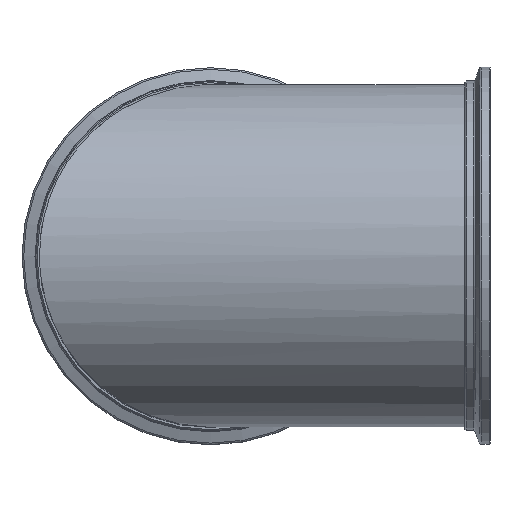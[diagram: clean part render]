
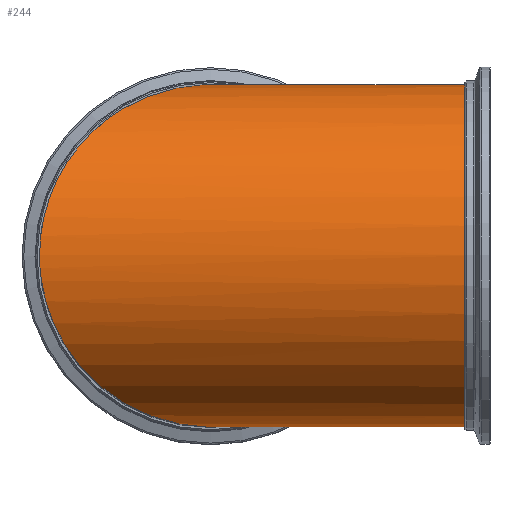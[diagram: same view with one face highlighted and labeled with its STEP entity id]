
A CAD part, top view. The second image highlights one B-rep face of the part: STEP entity #244.
In plain terms, the highlighted cylindrical face has radius 136.5 mm (diameter 273 mm), a full revolution.
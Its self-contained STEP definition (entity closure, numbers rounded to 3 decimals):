
#47=ELLIPSE('',#294,193.04,136.5);
#49=ORIENTED_EDGE('',*,*,#91,.T.);
#50=ORIENTED_EDGE('',*,*,#92,.F.);
#91=EDGE_CURVE('',#112,#112,#133,.T.);
#92=EDGE_CURVE('',#113,#113,#47,.T.);
#112=VERTEX_POINT('',#432);
#113=VERTEX_POINT('',#434);
#133=CIRCLE('',#293,136.5);
#152=EDGE_LOOP('',(#49));
#153=EDGE_LOOP('',(#50));
#194=FACE_BOUND('',#152,.T.);
#195=FACE_BOUND('',#153,.T.);
#236=CYLINDRICAL_SURFACE('',#292,136.5);
#244=ADVANCED_FACE('',(#194,#195),#236,.T.);
#292=AXIS2_PLACEMENT_3D('',#430,#339,#340);
#293=AXIS2_PLACEMENT_3D('',#431,#341,#342);
#294=AXIS2_PLACEMENT_3D('',#433,#343,#344);
#339=DIRECTION('',(-1.,0.,0.));
#340=DIRECTION('',(0.,0.,1.));
#341=DIRECTION('',(-1.,0.,0.));
#342=DIRECTION('',(0.,0.,1.));
#343=DIRECTION('',(-0.707,0.,-0.707));
#344=DIRECTION('',(-0.707,0.,0.707));
#430=CARTESIAN_POINT('',(0.,0.,0.));
#431=CARTESIAN_POINT('',(208.,0.,0.));
#432=CARTESIAN_POINT('',(208.,0.,136.5));
#433=CARTESIAN_POINT('',(0.,0.,0.));
#434=CARTESIAN_POINT('',(-136.5,0.,136.5));
